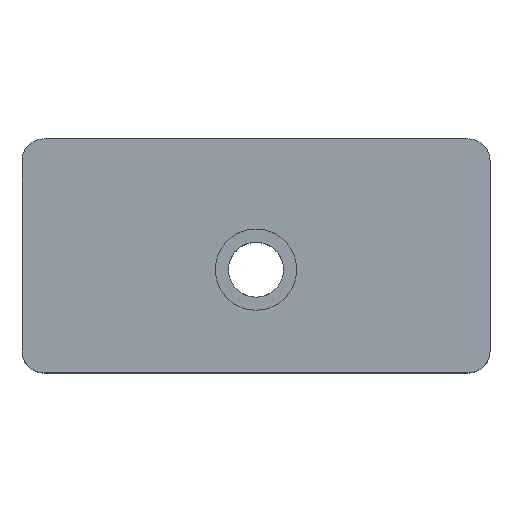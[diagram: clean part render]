
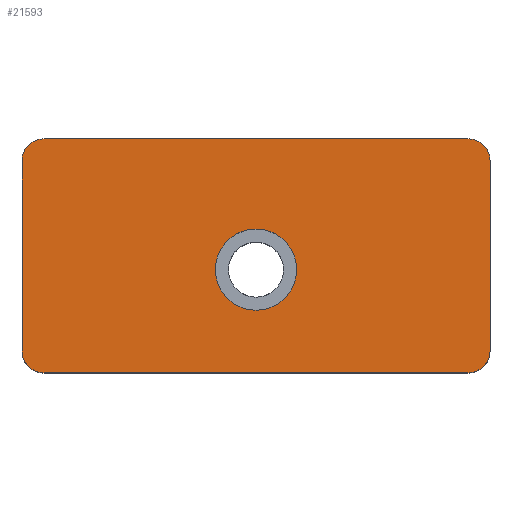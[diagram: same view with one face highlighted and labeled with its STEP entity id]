
A CAD part, top view. The second image highlights one B-rep face of the part: STEP entity #21593.
In plain terms, the highlighted planar face has unit normal (0, 0, 1).
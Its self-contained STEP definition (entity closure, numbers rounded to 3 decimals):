
#15991=CARTESIAN_POINT('',(-154.,-69.,49.));
#15992=DIRECTION('',(0.,0.,1.));
#15993=DIRECTION('',(-1.,0.,0.));
#15994=AXIS2_PLACEMENT_3D('',#15991,#15992,#15993);
#15996=DIRECTION('',(0.,-1.,0.));
#15997=VECTOR('',#15996,138.);
#15998=CARTESIAN_POINT('',(-170.,69.,49.));
#15999=LINE('',#15998,#15997);
#16000=CARTESIAN_POINT('',(-154.,69.,49.));
#16001=DIRECTION('',(0.,0.,1.));
#16002=DIRECTION('',(0.,1.,0.));
#16003=AXIS2_PLACEMENT_3D('',#16000,#16001,#16002);
#16005=DIRECTION('',(-1.,0.,0.));
#16006=VECTOR('',#16005,308.);
#16007=CARTESIAN_POINT('',(154.,85.,49.));
#16008=LINE('',#16007,#16006);
#16009=CARTESIAN_POINT('',(154.,69.,49.));
#16010=DIRECTION('',(0.,0.,1.));
#16011=DIRECTION('',(1.,0.,0.));
#16012=AXIS2_PLACEMENT_3D('',#16009,#16010,#16011);
#16014=DIRECTION('',(0.,1.,0.));
#16015=VECTOR('',#16014,138.);
#16016=CARTESIAN_POINT('',(170.,-69.,49.));
#16017=LINE('',#16016,#16015);
#16018=CARTESIAN_POINT('',(154.,-69.,49.));
#16019=DIRECTION('',(0.,0.,1.));
#16020=DIRECTION('',(0.,-1.,0.));
#16021=AXIS2_PLACEMENT_3D('',#16018,#16019,#16020);
#16023=DIRECTION('',(1.,0.,0.));
#16024=VECTOR('',#16023,308.);
#16025=CARTESIAN_POINT('',(-154.,-85.,49.));
#16026=LINE('',#16025,#16024);
#16027=CARTESIAN_POINT('',(0.,-10.,49.));
#16028=DIRECTION('',(0.,0.,1.));
#16029=DIRECTION('',(1.,0.,0.));
#16030=AXIS2_PLACEMENT_3D('',#16027,#16028,#16029);
#16032=CARTESIAN_POINT('',(0.,-10.,49.));
#16033=DIRECTION('',(0.,0.,1.));
#16034=DIRECTION('',(-1.,0.,0.));
#16035=AXIS2_PLACEMENT_3D('',#16032,#16033,#16034);
#20572=CARTESIAN_POINT('',(-170.,-69.,49.));
#20573=CARTESIAN_POINT('',(-154.,-85.,49.));
#20574=VERTEX_POINT('',#20572);
#20575=VERTEX_POINT('',#20573);
#20576=CARTESIAN_POINT('',(-154.,85.,49.));
#20577=CARTESIAN_POINT('',(-170.,69.,49.));
#20578=VERTEX_POINT('',#20576);
#20579=VERTEX_POINT('',#20577);
#20580=CARTESIAN_POINT('',(170.,69.,49.));
#20581=CARTESIAN_POINT('',(154.,85.,49.));
#20582=VERTEX_POINT('',#20580);
#20583=VERTEX_POINT('',#20581);
#20584=CARTESIAN_POINT('',(154.,-85.,49.));
#20585=CARTESIAN_POINT('',(170.,-69.,49.));
#20586=VERTEX_POINT('',#20584);
#20587=VERTEX_POINT('',#20585);
#21556=CARTESIAN_POINT('',(29.5,-10.,49.));
#21557=CARTESIAN_POINT('',(-29.5,-10.,49.));
#21558=VERTEX_POINT('',#21556);
#21559=VERTEX_POINT('',#21557);
#21564=CARTESIAN_POINT('',(0.,0.,49.));
#21565=DIRECTION('',(0.,0.,1.));
#21566=DIRECTION('',(1.,0.,0.));
#21567=AXIS2_PLACEMENT_3D('',#21564,#21565,#21566);
#21568=PLANE('',#21567);
#21570=ORIENTED_EDGE('',*,*,#21569,.F.);
#21572=ORIENTED_EDGE('',*,*,#21571,.F.);
#21574=ORIENTED_EDGE('',*,*,#21573,.F.);
#21576=ORIENTED_EDGE('',*,*,#21575,.F.);
#21578=ORIENTED_EDGE('',*,*,#21577,.F.);
#21580=ORIENTED_EDGE('',*,*,#21579,.F.);
#21582=ORIENTED_EDGE('',*,*,#21581,.F.);
#21584=ORIENTED_EDGE('',*,*,#21583,.F.);
#21585=EDGE_LOOP('',(#21570,#21572,#21574,#21576,#21578,#21580,#21582,#21584));
#21586=FACE_OUTER_BOUND('',#21585,.F.);
#21588=ORIENTED_EDGE('',*,*,#21587,.T.);
#21590=ORIENTED_EDGE('',*,*,#21589,.T.);
#21591=EDGE_LOOP('',(#21588,#21590));
#21592=FACE_BOUND('',#21591,.F.);
#21593=ADVANCED_FACE('',(#21586,#21592),#21568,.T.);
#15995=CIRCLE('',#15994,16.);
#16004=CIRCLE('',#16003,16.);
#16013=CIRCLE('',#16012,16.);
#16022=CIRCLE('',#16021,16.);
#16031=CIRCLE('',#16030,29.5);
#16036=CIRCLE('',#16035,29.5);
#21569=EDGE_CURVE('',#20574,#20575,#15995,.T.);
#21571=EDGE_CURVE('',#20579,#20574,#15999,.T.);
#21573=EDGE_CURVE('',#20578,#20579,#16004,.T.);
#21575=EDGE_CURVE('',#20583,#20578,#16008,.T.);
#21577=EDGE_CURVE('',#20582,#20583,#16013,.T.);
#21579=EDGE_CURVE('',#20587,#20582,#16017,.T.);
#21581=EDGE_CURVE('',#20586,#20587,#16022,.T.);
#21583=EDGE_CURVE('',#20575,#20586,#16026,.T.);
#21587=EDGE_CURVE('',#21558,#21559,#16031,.T.);
#21589=EDGE_CURVE('',#21559,#21558,#16036,.T.);
